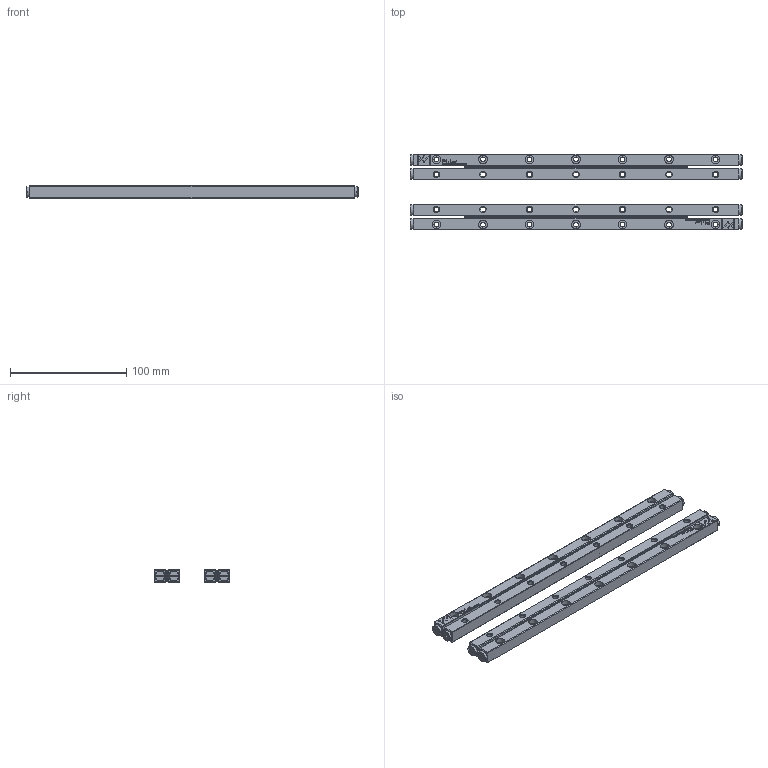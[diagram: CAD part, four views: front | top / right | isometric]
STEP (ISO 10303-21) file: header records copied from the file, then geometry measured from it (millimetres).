
FILE_DESCRIPTION(/* description */ (''),/* implementation_level */ '2;1');
FILE_NAME(/* name */ 'Set RSD-4280x27AA_stp_stp.stp',/* time_stamp */ '2025-05-21T16:18:26+02:00',/* author */ (''),/* organization */ (''),/* preprocessor_version */ 'ST-DEVELOPER v16.7',/* originating_system */ 'SIEMENS PLM Software NX 12.0',/* authorisation */ '');
FILE_SCHEMA (('AUTOMOTIVE_DESIGN { 1 0 10303 214 3 1 1 1 }'));
Products named in the file (1): Set RSD-4280x27AA_stp_stp
Bounding box: 285.4 x 65 x 11 mm (x, y, z)
Volume: 115254 mm3; surface area: 66234.4 mm2
Topology: 68 solids, 68 shells, 3442 faces, 8768 edges, 5638 vertices
Faces by surface type: plane 2004, cylinder 902, bspline 360, cone 176
Full cylindrical faces by diameter (mm): 2.6 x8, 3 x8, 3.2 x8, 4 x54, 4.2 x28, 7.5 x28, 9 x8
Entity records: 111781 total; most frequent: CARTESIAN_POINT 22455, ORIENTED_EDGE 16768, DIRECTION 15794, EDGE_CURVE 8384, LINE 5636, VECTOR 5636, VERTEX_POINT 5564, AXIS2_PLACEMENT_3D 5079
